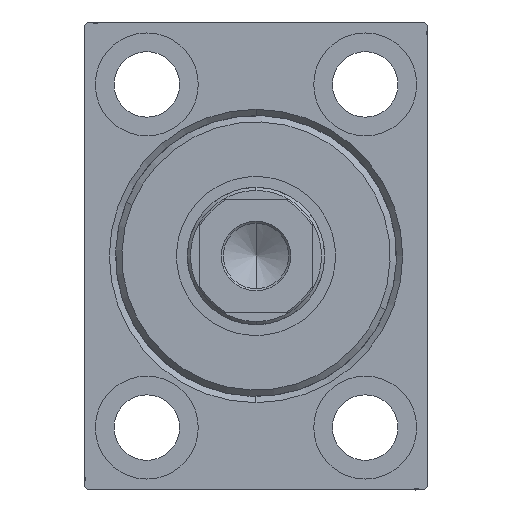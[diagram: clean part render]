
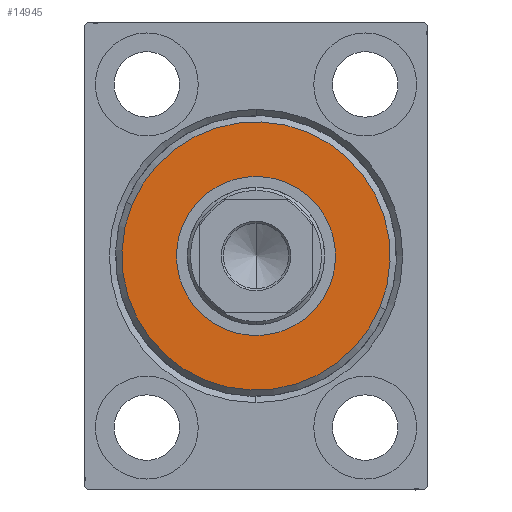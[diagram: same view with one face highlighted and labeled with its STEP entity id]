
A CAD part, left-side view. The second image highlights one B-rep face of the part: STEP entity #14945.
In plain terms, the highlighted face is planar.
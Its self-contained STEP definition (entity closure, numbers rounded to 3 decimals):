
#290 = DIRECTION ( 'NONE',  ( -1., 0., 0. ) ) ;
#1669 = DIRECTION ( 'NONE',  ( 0., 0., -1. ) ) ;
#3490 = AXIS2_PLACEMENT_3D ( 'NONE', #18718, #28383, #1669 ) ;
#3882 = DIRECTION ( 'NONE',  ( 1., 0., 0. ) ) ;
#4998 = CARTESIAN_POINT ( 'NONE',  ( 3., 0., 21.5 ) ) ;
#5612 = CIRCLE ( 'NONE', #11341, 12.75 ) ;
#7914 = FACE_BOUND ( 'NONE', #31102, .T. ) ;
#8494 = CIRCLE ( 'NONE', #3490, 12.75 ) ;
#9536 = EDGE_CURVE ( 'NONE', #32276, #21878, #38405, .T. ) ;
#9621 = DIRECTION ( 'NONE',  ( 0., 0., -1. ) ) ;
#10582 = CARTESIAN_POINT ( 'NONE',  ( 3., 0., 0. ) ) ;
#11341 = AXIS2_PLACEMENT_3D ( 'NONE', #10582, #290, #14166 ) ;
#11607 = ORIENTED_EDGE ( 'NONE', *, *, #9536, .T. ) ;
#14166 = DIRECTION ( 'NONE',  ( 0., 0., -1. ) ) ;
#14945 = ADVANCED_FACE ( 'NONE', ( #24969, #7914 ), #38021, .T. ) ;
#15765 = CIRCLE ( 'NONE', #19360, 21.5 ) ;
#16035 = CARTESIAN_POINT ( 'NONE',  ( 3., 0., -21.5 ) ) ;
#18158 = CARTESIAN_POINT ( 'NONE',  ( 3., 0., 0. ) ) ;
#18718 = CARTESIAN_POINT ( 'NONE',  ( 3., 0., 0. ) ) ;
#19360 = AXIS2_PLACEMENT_3D ( 'NONE', #18158, #41301, #31872 ) ;
#21160 = VERTEX_POINT ( 'NONE', #24857 ) ;
#21878 = VERTEX_POINT ( 'NONE', #4998 ) ;
#24857 = CARTESIAN_POINT ( 'NONE',  ( 3., 0., -12.75 ) ) ;
#24969 = FACE_OUTER_BOUND ( 'NONE', #41222, .T. ) ;
#26235 = CARTESIAN_POINT ( 'NONE',  ( 3., 0., 0. ) ) ;
#28157 = ORIENTED_EDGE ( 'NONE', *, *, #36043, .T. ) ;
#28254 = EDGE_CURVE ( 'NONE', #21878, #32276, #15765, .T. ) ;
#28383 = DIRECTION ( 'NONE',  ( -1., 0., 0. ) ) ;
#30506 = DIRECTION ( 'NONE',  ( 1., 0., 0. ) ) ;
#30625 = AXIS2_PLACEMENT_3D ( 'NONE', #38692, #3882, #41608 ) ;
#31102 = EDGE_LOOP ( 'NONE', ( #40026, #28157 ) ) ;
#31133 = CARTESIAN_POINT ( 'NONE',  ( 3., 0., 12.75 ) ) ;
#31872 = DIRECTION ( 'NONE',  ( 0., 0., -1. ) ) ;
#32276 = VERTEX_POINT ( 'NONE', #16035 ) ;
#32644 = ORIENTED_EDGE ( 'NONE', *, *, #28254, .T. ) ;
#34429 = EDGE_CURVE ( 'NONE', #39710, #21160, #5612, .T. ) ;
#36043 = EDGE_CURVE ( 'NONE', #21160, #39710, #8494, .T. ) ;
#37662 = AXIS2_PLACEMENT_3D ( 'NONE', #26235, #30506, #9621 ) ;
#38021 = PLANE ( 'NONE',  #30625 ) ;
#38405 = CIRCLE ( 'NONE', #37662, 21.5 ) ;
#38692 = CARTESIAN_POINT ( 'NONE',  ( 3., 0., 0. ) ) ;
#39710 = VERTEX_POINT ( 'NONE', #31133 ) ;
#40026 = ORIENTED_EDGE ( 'NONE', *, *, #34429, .T. ) ;
#41222 = EDGE_LOOP ( 'NONE', ( #32644, #11607 ) ) ;
#41301 = DIRECTION ( 'NONE',  ( 1., 0., 0. ) ) ;
#41608 = DIRECTION ( 'NONE',  ( 0., 0., -1. ) ) ;
